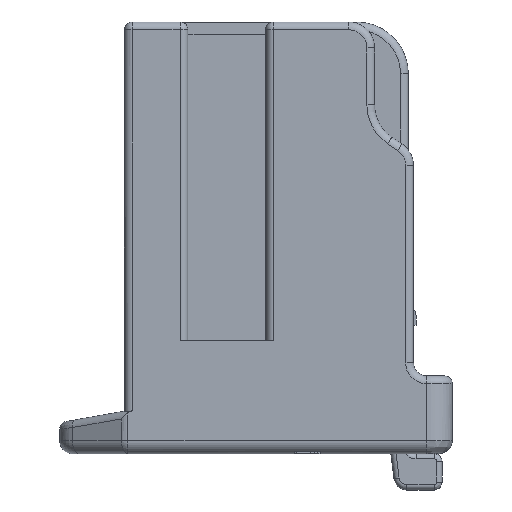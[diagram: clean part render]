
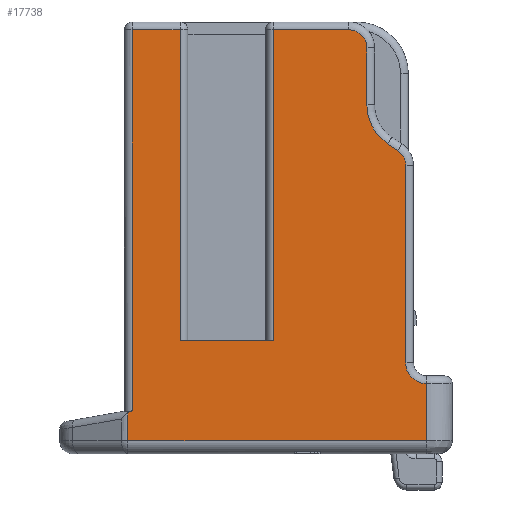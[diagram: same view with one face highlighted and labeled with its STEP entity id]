
A CAD part, left-side view. The second image highlights one B-rep face of the part: STEP entity #17738.
In plain terms, the highlighted planar face has unit normal (-1, 0, 0).
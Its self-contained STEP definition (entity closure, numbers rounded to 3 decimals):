
#1142=DIRECTION('',(0.,1.,0.));
#1143=VECTOR('',#1142,3.6);
#1144=CARTESIAN_POINT('',(-2.2,0.575,-12.3));
#1145=LINE('',#1144,#1143);
#1274=CARTESIAN_POINT('',(-2.2,-2.325,-1.));
#1275=DIRECTION('',(-1.,0.,0.));
#1276=DIRECTION('',(0.,-1.,0.));
#1277=AXIS2_PLACEMENT_3D('',#1274,#1275,#1276);
#1279=DIRECTION('',(0.,0.,1.));
#1280=VECTOR('',#1279,2.197);
#1281=CARTESIAN_POINT('',(-2.2,-3.025,-3.197));
#1282=LINE('',#1281,#1280);
#1283=CARTESIAN_POINT('',(-2.2,-4.825,-3.197));
#1284=DIRECTION('',(1.,0.,0.));
#1285=DIRECTION('',(0.,0.555,-0.832));
#1286=AXIS2_PLACEMENT_3D('',#1283,#1284,#1285);
#1288=DIRECTION('',(0.,0.832,0.555));
#1289=VECTOR('',#1288,0.465);
#1290=CARTESIAN_POINT('',(-2.2,-4.213,-4.953));
#1291=LINE('',#1290,#1289);
#1292=CARTESIAN_POINT('',(-2.2,-3.825,-5.535));
#1293=DIRECTION('',(-1.,0.,0.));
#1294=DIRECTION('',(0.,-1.,0.));
#1295=AXIS2_PLACEMENT_3D('',#1292,#1293,#1294);
#1297=DIRECTION('',(0.,0.,-1.));
#1298=VECTOR('',#1297,2.2);
#1299=CARTESIAN_POINT('',(-2.2,-5.325,-13.95));
#1300=LINE('',#1299,#1298);
#1301=DIRECTION('',(0.,1.,0.));
#1302=VECTOR('',#1301,11.516);
#1303=CARTESIAN_POINT('',(-2.2,-5.325,-16.15));
#1304=LINE('',#1303,#1302);
#1305=DIRECTION('',(0.,0.,-1.));
#1306=VECTOR('',#1305,1.072);
#1307=CARTESIAN_POINT('',(-2.2,6.191,-15.078));
#1308=LINE('',#1307,#1306);
#1309=CARTESIAN_POINT('',(-2.2,6.025,-14.985));
#1310=CARTESIAN_POINT('',(-2.2,6.084,-15.01));
#1311=CARTESIAN_POINT('',(-2.2,6.14,-15.04));
#1312=CARTESIAN_POINT('',(-2.2,6.191,-15.078));
#1314=DIRECTION('',(0.,1.,0.));
#1315=VECTOR('',#1314,1.85);
#1316=CARTESIAN_POINT('',(-2.2,4.175,-0.3));
#1317=LINE('',#1316,#1315);
#1318=DIRECTION('',(0.,0.,1.));
#1319=VECTOR('',#1318,12.);
#1320=CARTESIAN_POINT('',(-2.2,4.175,-12.3));
#1321=LINE('',#1320,#1319);
#1322=DIRECTION('',(0.,0.,-1.));
#1323=VECTOR('',#1322,12.);
#1324=CARTESIAN_POINT('',(-2.2,0.575,-0.3));
#1325=LINE('',#1324,#1323);
#1326=DIRECTION('',(0.,1.,0.));
#1327=VECTOR('',#1326,2.9);
#1328=CARTESIAN_POINT('',(-2.2,-2.325,-0.3));
#1329=LINE('',#1328,#1327);
#2196=CARTESIAN_POINT('',(-2.2,6.191,-15.078));
#2213=CARTESIAN_POINT('',(-2.2,6.025,-14.985));
#5875=CARTESIAN_POINT('',(-2.2,-5.325,-13.15));
#5876=DIRECTION('',(1.,0.,0.));
#5877=DIRECTION('',(0.,0.,-1.));
#5878=AXIS2_PLACEMENT_3D('',#5875,#5876,#5877);
#5895=DIRECTION('',(0.,0.,1.));
#5896=VECTOR('',#5895,7.615);
#5897=CARTESIAN_POINT('',(-2.2,-4.525,-13.15));
#5898=LINE('',#5897,#5896);
#6432=DIRECTION('',(0.,0.,-1.));
#6433=VECTOR('',#6432,14.685);
#6434=CARTESIAN_POINT('',(-2.2,6.025,-0.3));
#6435=LINE('',#6434,#6433);
#12342=CARTESIAN_POINT('',(-2.2,-5.325,-16.15));
#12344=VERTEX_POINT('',#12342);
#12445=CARTESIAN_POINT('',(-2.2,6.025,-0.3));
#12446=VERTEX_POINT('',#12445);
#12467=VERTEX_POINT('',#2213);
#12480=CARTESIAN_POINT('',(-2.2,6.191,-16.15));
#12481=VERTEX_POINT('',#12480);
#12483=VERTEX_POINT('',#2196);
#14478=CARTESIAN_POINT('',(-2.2,4.175,-12.3));
#14479=CARTESIAN_POINT('',(-2.2,4.175,-0.3));
#14480=VERTEX_POINT('',#14478);
#14481=VERTEX_POINT('',#14479);
#14488=CARTESIAN_POINT('',(-2.2,0.575,-0.3));
#14489=CARTESIAN_POINT('',(-2.2,0.575,-12.3));
#14490=VERTEX_POINT('',#14488);
#14491=VERTEX_POINT('',#14489);
#14882=CARTESIAN_POINT('',(-2.2,-2.325,-0.3));
#14884=VERTEX_POINT('',#14882);
#14888=CARTESIAN_POINT('',(-2.2,-3.025,-1.));
#14889=VERTEX_POINT('',#14888);
#14890=CARTESIAN_POINT('',(-2.2,-3.025,-3.197));
#14891=VERTEX_POINT('',#14890);
#14894=CARTESIAN_POINT('',(-2.2,-3.827,-4.695));
#14895=VERTEX_POINT('',#14894);
#14898=CARTESIAN_POINT('',(-2.2,-4.213,-4.953));
#14899=VERTEX_POINT('',#14898);
#14952=CARTESIAN_POINT('',(-2.2,-5.325,-13.95));
#14953=VERTEX_POINT('',#14952);
#14955=CARTESIAN_POINT('',(-2.2,-4.525,-13.15));
#14957=VERTEX_POINT('',#14955);
#14988=CARTESIAN_POINT('',(-2.2,-4.525,-5.535));
#14990=VERTEX_POINT('',#14988);
#17702=CARTESIAN_POINT('',(-2.2,-2.125,-16.65));
#17703=DIRECTION('',(-1.,0.,0.));
#17704=DIRECTION('',(0.,1.,0.));
#17705=AXIS2_PLACEMENT_3D('',#17702,#17703,#17704);
#17706=PLANE('',#17705);
#17708=ORIENTED_EDGE('',*,*,#17707,.F.);
#17710=ORIENTED_EDGE('',*,*,#17709,.F.);
#17712=ORIENTED_EDGE('',*,*,#17711,.F.);
#17714=ORIENTED_EDGE('',*,*,#17713,.F.);
#17716=ORIENTED_EDGE('',*,*,#17715,.F.);
#17718=ORIENTED_EDGE('',*,*,#17717,.F.);
#17720=ORIENTED_EDGE('',*,*,#17719,.F.);
#17722=ORIENTED_EDGE('',*,*,#17721,.T.);
#17724=ORIENTED_EDGE('',*,*,#17723,.T.);
#17726=ORIENTED_EDGE('',*,*,#17725,.F.);
#17728=ORIENTED_EDGE('',*,*,#17727,.F.);
#17730=ORIENTED_EDGE('',*,*,#17729,.F.);
#17731=ORIENTED_EDGE('',*,*,#17642,.F.);
#17732=ORIENTED_EDGE('',*,*,#17694,.F.);
#17733=ORIENTED_EDGE('',*,*,#17529,.F.);
#17734=ORIENTED_EDGE('',*,*,#17604,.F.);
#17735=ORIENTED_EDGE('',*,*,#17657,.F.);
#17736=EDGE_LOOP('',(#17708,#17710,#17712,#17714,#17716,#17718,#17720,#17722,
#17724,#17726,#17728,#17730,#17731,#17732,#17733,#17734,#17735));
#17737=FACE_OUTER_BOUND('',#17736,.F.);
#17738=ADVANCED_FACE('',(#17737),#17706,.T.);
#1278=CIRCLE('',#1277,0.7);
#1287=CIRCLE('',#1286,1.8);
#1296=CIRCLE('',#1295,0.7);
#1313=B_SPLINE_CURVE_WITH_KNOTS('',3,(#1309,#1310,#1311,#1312),.UNSPECIFIED.,
.F.,.F.,(4,4),(0.,1.),.UNSPECIFIED.);
#5879=CIRCLE('',#5878,0.8);
#17529=EDGE_CURVE('',#14491,#14480,#1145,.T.);
#17604=EDGE_CURVE('',#14490,#14491,#1325,.T.);
#17642=EDGE_CURVE('',#14481,#12446,#1317,.T.);
#17657=EDGE_CURVE('',#14884,#14490,#1329,.T.);
#17694=EDGE_CURVE('',#14480,#14481,#1321,.T.);
#17707=EDGE_CURVE('',#14889,#14884,#1278,.T.);
#17709=EDGE_CURVE('',#14891,#14889,#1282,.T.);
#17711=EDGE_CURVE('',#14895,#14891,#1287,.T.);
#17713=EDGE_CURVE('',#14899,#14895,#1291,.T.);
#17715=EDGE_CURVE('',#14990,#14899,#1296,.T.);
#17717=EDGE_CURVE('',#14957,#14990,#5898,.T.);
#17719=EDGE_CURVE('',#14953,#14957,#5879,.T.);
#17721=EDGE_CURVE('',#14953,#12344,#1300,.T.);
#17723=EDGE_CURVE('',#12344,#12481,#1304,.T.);
#17725=EDGE_CURVE('',#12483,#12481,#1308,.T.);
#17727=EDGE_CURVE('',#12467,#12483,#1313,.T.);
#17729=EDGE_CURVE('',#12446,#12467,#6435,.T.);
